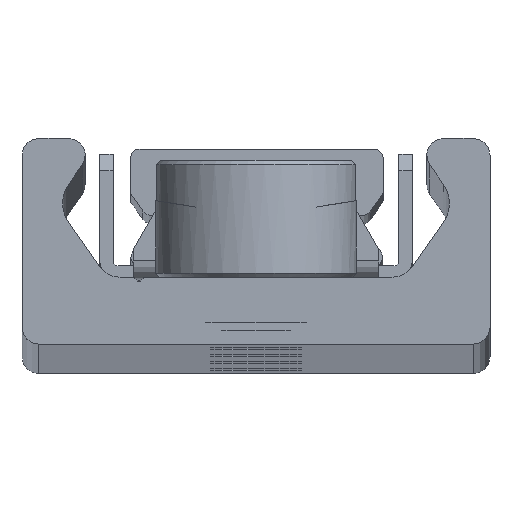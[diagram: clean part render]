
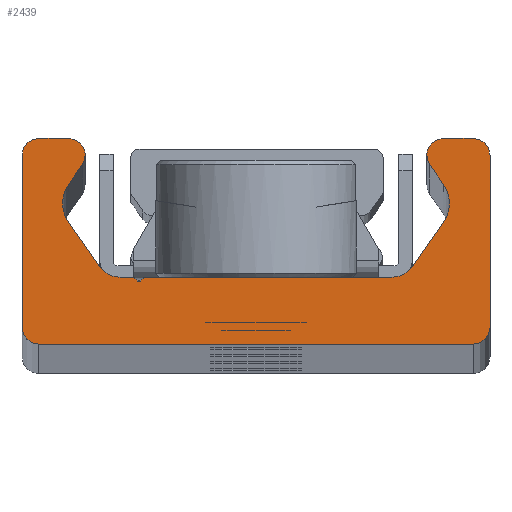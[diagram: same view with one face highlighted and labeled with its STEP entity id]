
A CAD part, top view. The second image highlights one B-rep face of the part: STEP entity #2439.
In plain terms, the highlighted planar face has unit normal (0, 0, 1).
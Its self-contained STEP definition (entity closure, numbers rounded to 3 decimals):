
#1521=CARTESIAN_POINT('',(-13.0,0.0,1010.0));
#1522=VERTEX_POINT('',#1521);
#1523=CARTESIAN_POINT('',(-14.,1.0,1010.0));
#1524=VERTEX_POINT('',#1523);
#1525=CARTESIAN_POINT('',(-13.0,1.0,1010.0));
#1526=DIRECTION('',(0.0,0.0,-1.0));
#1527=DIRECTION('',(-1.0,0.0,0.0));
#1528=AXIS2_PLACEMENT_3D('',#1525,#1526,#1527);
#1529=CIRCLE('',#1528,1.0);
#1530=EDGE_CURVE('',#1522,#1524,#1529,.T.);
#1563=CARTESIAN_POINT('',(-14.,11.3,1010.0));
#1564=VERTEX_POINT('',#1563);
#1565=CARTESIAN_POINT('',(-14.,1.0,1010.0));
#1566=DIRECTION('',(0.0,1.0,0.0));
#1567=VECTOR('',#1566,10.3);
#1568=LINE('',#1565,#1567);
#1569=EDGE_CURVE('',#1524,#1564,#1568,.T.);
#1594=CARTESIAN_POINT('',(-13.0,12.3,1010.0));
#1595=VERTEX_POINT('',#1594);
#1596=CARTESIAN_POINT('',(-13.0,11.3,1010.0));
#1597=DIRECTION('',(0.0,0.0,-1.0));
#1598=DIRECTION('',(0.0,1.0,0.0));
#1599=AXIS2_PLACEMENT_3D('',#1596,#1597,#1598);
#1600=CIRCLE('',#1599,1.0);
#1601=EDGE_CURVE('',#1564,#1595,#1600,.T.);
#1627=CARTESIAN_POINT('',(-11.214,12.3,1010.0));
#1628=VERTEX_POINT('',#1627);
#1629=CARTESIAN_POINT('',(-13.0,12.3,1010.0));
#1630=DIRECTION('',(1.0,0.0,0.0));
#1631=VECTOR('',#1630,1.786);
#1632=LINE('',#1629,#1631);
#1633=EDGE_CURVE('',#1595,#1628,#1632,.T.);
#1658=CARTESIAN_POINT('',(-10.395,10.726,1010.0));
#1659=VERTEX_POINT('',#1658);
#1660=CARTESIAN_POINT('',(-11.214,11.3,1010.0));
#1661=DIRECTION('',(0.0,0.0,-1.0));
#1662=DIRECTION('',(0.819,-0.574,0.0));
#1663=AXIS2_PLACEMENT_3D('',#1660,#1661,#1662);
#1664=CIRCLE('',#1663,1.0);
#1665=EDGE_CURVE('',#1628,#1659,#1664,.T.);
#1691=CARTESIAN_POINT('',(-11.206,9.567,1010.0));
#1692=VERTEX_POINT('',#1691);
#1693=CARTESIAN_POINT('',(-10.395,10.726,1010.0));
#1694=DIRECTION('',(-0.574,-0.819,0.0));
#1695=VECTOR('',#1694,1.415);
#1696=LINE('',#1693,#1695);
#1697=EDGE_CURVE('',#1659,#1692,#1696,.T.);
#1722=CARTESIAN_POINT('',(-11.206,7.273,1010.0));
#1723=VERTEX_POINT('',#1722);
#1724=CARTESIAN_POINT('',(-9.568,8.42,1010.0));
#1725=DIRECTION('',(0.0,0.0,1.0));
#1726=DIRECTION('',(0.819,-0.574,0.0));
#1727=AXIS2_PLACEMENT_3D('',#1724,#1725,#1726);
#1728=CIRCLE('',#1727,2.0);
#1729=EDGE_CURVE('',#1692,#1723,#1728,.T.);
#1755=CARTESIAN_POINT('',(-9.363,4.64,1010.0));
#1756=VERTEX_POINT('',#1755);
#1757=CARTESIAN_POINT('',(-11.206,7.273,1010.0));
#1758=DIRECTION('',(0.574,-0.819,0.0));
#1759=VECTOR('',#1758,3.215);
#1760=LINE('',#1757,#1759);
#1761=EDGE_CURVE('',#1723,#1756,#1760,.T.);
#1786=CARTESIAN_POINT('',(-8.134,4.0,1010.0));
#1787=VERTEX_POINT('',#1786);
#1788=CARTESIAN_POINT('',(-8.134,5.5,1010.0));
#1789=DIRECTION('',(0.0,0.0,1.0));
#1790=DIRECTION('',(0.819,0.574,0.0));
#1791=AXIS2_PLACEMENT_3D('',#1788,#1789,#1790);
#1792=CIRCLE('',#1791,1.5);
#1793=EDGE_CURVE('',#1756,#1787,#1792,.T.);
#1819=CARTESIAN_POINT('',(-7.335,4.,1010.0));
#1820=VERTEX_POINT('',#1819);
#1821=CARTESIAN_POINT('',(-8.134,4.0,1010.0));
#1822=DIRECTION('',(1.0,0.0,0.0));
#1823=VECTOR('',#1822,0.798);
#1824=LINE('',#1821,#1823);
#1825=EDGE_CURVE('',#1787,#1820,#1824,.T.);
#1850=CARTESIAN_POINT('',(-7.24,3.929,1010.0));
#1851=VERTEX_POINT('',#1850);
#1852=CARTESIAN_POINT('',(-7.335,3.9,1010.0));
#1853=DIRECTION('',(0.0,0.0,-1.));
#1854=DIRECTION('',(0.958,0.286,0.0));
#1855=AXIS2_PLACEMENT_3D('',#1852,#1853,#1854);
#1856=CIRCLE('',#1855,0.1);
#1857=EDGE_CURVE('',#1820,#1851,#1856,.T.);
#1883=CARTESIAN_POINT('',(-6.76,3.929,1010.0));
#1884=VERTEX_POINT('',#1883);
#1885=CARTESIAN_POINT('',(-7.,4.0,1010.0));
#1886=DIRECTION('',(0.0,0.0,1.));
#1887=DIRECTION('',(0.958,0.286,0.0));
#1888=AXIS2_PLACEMENT_3D('',#1885,#1886,#1887);
#1889=CIRCLE('',#1888,0.25);
#1890=EDGE_CURVE('',#1851,#1884,#1889,.T.);
#1916=CARTESIAN_POINT('',(-6.665,4.,1010.0));
#1917=VERTEX_POINT('',#1916);
#1918=CARTESIAN_POINT('',(-6.665,3.9,1010.0));
#1919=DIRECTION('',(0.0,0.0,-1.0));
#1920=DIRECTION('',(0.0,1.0,0.0));
#1921=AXIS2_PLACEMENT_3D('',#1918,#1919,#1920);
#1922=CIRCLE('',#1921,0.1);
#1923=EDGE_CURVE('',#1884,#1917,#1922,.T.);
#1949=CARTESIAN_POINT('',(8.134,4.,1010.0));
#1950=VERTEX_POINT('',#1949);
#1951=CARTESIAN_POINT('',(-6.665,4.,1010.0));
#1952=DIRECTION('',(1.0,0.0,0.0));
#1953=VECTOR('',#1952,14.798);
#1954=LINE('',#1951,#1953);
#1955=EDGE_CURVE('',#1917,#1950,#1954,.T.);
#2025=CARTESIAN_POINT('',(9.363,4.64,1010.0));
#2026=VERTEX_POINT('',#2025);
#2027=CARTESIAN_POINT('',(8.134,5.5,1010.0));
#2028=DIRECTION('',(0.0,0.0,1.0));
#2029=DIRECTION('',(0.0,1.0,0.0));
#2030=AXIS2_PLACEMENT_3D('',#2027,#2028,#2029);
#2031=CIRCLE('',#2030,1.5);
#2032=EDGE_CURVE('',#1950,#2026,#2031,.T.);
#2058=CARTESIAN_POINT('',(11.206,7.273,1010.0));
#2059=VERTEX_POINT('',#2058);
#2060=CARTESIAN_POINT('',(9.363,4.64,1010.0));
#2061=DIRECTION('',(0.574,0.819,0.0));
#2062=VECTOR('',#2061,3.215);
#2063=LINE('',#2060,#2062);
#2064=EDGE_CURVE('',#2026,#2059,#2063,.T.);
#2089=CARTESIAN_POINT('',(11.206,9.567,1010.0));
#2090=VERTEX_POINT('',#2089);
#2091=CARTESIAN_POINT('',(9.568,8.42,1010.0));
#2092=DIRECTION('',(0.0,0.0,1.));
#2093=DIRECTION('',(-0.819,0.574,0.0));
#2094=AXIS2_PLACEMENT_3D('',#2091,#2092,#2093);
#2095=CIRCLE('',#2094,2.0);
#2096=EDGE_CURVE('',#2059,#2090,#2095,.T.);
#2122=CARTESIAN_POINT('',(10.395,10.726,1010.0));
#2123=VERTEX_POINT('',#2122);
#2124=CARTESIAN_POINT('',(11.206,9.567,1010.0));
#2125=DIRECTION('',(-0.574,0.819,0.0));
#2126=VECTOR('',#2125,1.415);
#2127=LINE('',#2124,#2126);
#2128=EDGE_CURVE('',#2090,#2123,#2127,.T.);
#2153=CARTESIAN_POINT('',(11.214,12.3,1010.0));
#2154=VERTEX_POINT('',#2153);
#2155=CARTESIAN_POINT('',(11.214,11.3,1010.0));
#2156=DIRECTION('',(0.0,0.0,-1.0));
#2157=DIRECTION('',(0.0,1.0,0.0));
#2158=AXIS2_PLACEMENT_3D('',#2155,#2156,#2157);
#2159=CIRCLE('',#2158,1.0);
#2160=EDGE_CURVE('',#2123,#2154,#2159,.T.);
#2186=CARTESIAN_POINT('',(13.0,12.3,1010.0));
#2187=VERTEX_POINT('',#2186);
#2188=CARTESIAN_POINT('',(11.214,12.3,1010.0));
#2189=DIRECTION('',(1.0,0.0,0.0));
#2190=VECTOR('',#2189,1.786);
#2191=LINE('',#2188,#2190);
#2192=EDGE_CURVE('',#2154,#2187,#2191,.T.);
#2217=CARTESIAN_POINT('',(14.,11.3,1010.0));
#2218=VERTEX_POINT('',#2217);
#2219=CARTESIAN_POINT('',(13.0,11.3,1010.0));
#2220=DIRECTION('',(0.0,0.0,-1.0));
#2221=DIRECTION('',(1.0,0.0,0.0));
#2222=AXIS2_PLACEMENT_3D('',#2219,#2220,#2221);
#2223=CIRCLE('',#2222,1.0);
#2224=EDGE_CURVE('',#2187,#2218,#2223,.T.);
#2250=CARTESIAN_POINT('',(14.,1.0,1010.0));
#2251=VERTEX_POINT('',#2250);
#2252=CARTESIAN_POINT('',(14.,11.3,1010.0));
#2253=DIRECTION('',(0.0,-1.0,0.0));
#2254=VECTOR('',#2253,10.3);
#2255=LINE('',#2252,#2254);
#2256=EDGE_CURVE('',#2218,#2251,#2255,.T.);
#2281=CARTESIAN_POINT('',(13.0,0.0,1010.0));
#2282=VERTEX_POINT('',#2281);
#2283=CARTESIAN_POINT('',(13.0,1.0,1010.0));
#2284=DIRECTION('',(0.0,0.0,-1.0));
#2285=DIRECTION('',(0.0,-1.0,0.0));
#2286=AXIS2_PLACEMENT_3D('',#2283,#2284,#2285);
#2287=CIRCLE('',#2286,1.0);
#2288=EDGE_CURVE('',#2251,#2282,#2287,.T.);
#2314=CARTESIAN_POINT('',(13.0,0.0,1010.0));
#2315=DIRECTION('',(-1.0,0.0,0.0));
#2316=VECTOR('',#2315,26.0);
#2317=LINE('',#2314,#2316);
#2318=EDGE_CURVE('',#2282,#1522,#2317,.T.);
#2408=CARTESIAN_POINT('',(-0.017,4.731,1010.0));
#2409=DIRECTION('',(0.0,0.0,1.0));
#2410=DIRECTION('',(1.0,0.0,0.0));
#2411=AXIS2_PLACEMENT_3D('',#2408,#2409,#2410);
#2412=PLANE('',#2411);
#2413=ORIENTED_EDGE('',*,*,#1530,.F.);
#2414=ORIENTED_EDGE('',*,*,#2318,.F.);
#2415=ORIENTED_EDGE('',*,*,#2288,.F.);
#2416=ORIENTED_EDGE('',*,*,#2256,.F.);
#2417=ORIENTED_EDGE('',*,*,#2224,.F.);
#2418=ORIENTED_EDGE('',*,*,#2192,.F.);
#2419=ORIENTED_EDGE('',*,*,#2160,.F.);
#2420=ORIENTED_EDGE('',*,*,#2128,.F.);
#2421=ORIENTED_EDGE('',*,*,#2096,.F.);
#2422=ORIENTED_EDGE('',*,*,#2064,.F.);
#2423=ORIENTED_EDGE('',*,*,#2032,.F.);
#2424=ORIENTED_EDGE('',*,*,#1955,.F.);
#2425=ORIENTED_EDGE('',*,*,#1923,.F.);
#2426=ORIENTED_EDGE('',*,*,#1890,.F.);
#2427=ORIENTED_EDGE('',*,*,#1857,.F.);
#2428=ORIENTED_EDGE('',*,*,#1825,.F.);
#2429=ORIENTED_EDGE('',*,*,#1793,.F.);
#2430=ORIENTED_EDGE('',*,*,#1761,.F.);
#2431=ORIENTED_EDGE('',*,*,#1729,.F.);
#2432=ORIENTED_EDGE('',*,*,#1697,.F.);
#2433=ORIENTED_EDGE('',*,*,#1665,.F.);
#2434=ORIENTED_EDGE('',*,*,#1633,.F.);
#2435=ORIENTED_EDGE('',*,*,#1601,.F.);
#2436=ORIENTED_EDGE('',*,*,#1569,.F.);
#2437=EDGE_LOOP('',(#2413,#2414,#2415,#2416,#2417,#2418,#2419,#2420,#2421,#2422,#2423,#2424,#2425,#2426,#2427,#2428,#2429,#2430,#2431,#2432,#2433,#2434,#2435,#2436));
#2438=FACE_OUTER_BOUND('',#2437,.T.);
#2439=ADVANCED_FACE('',(#2438),#2412,.T.);
